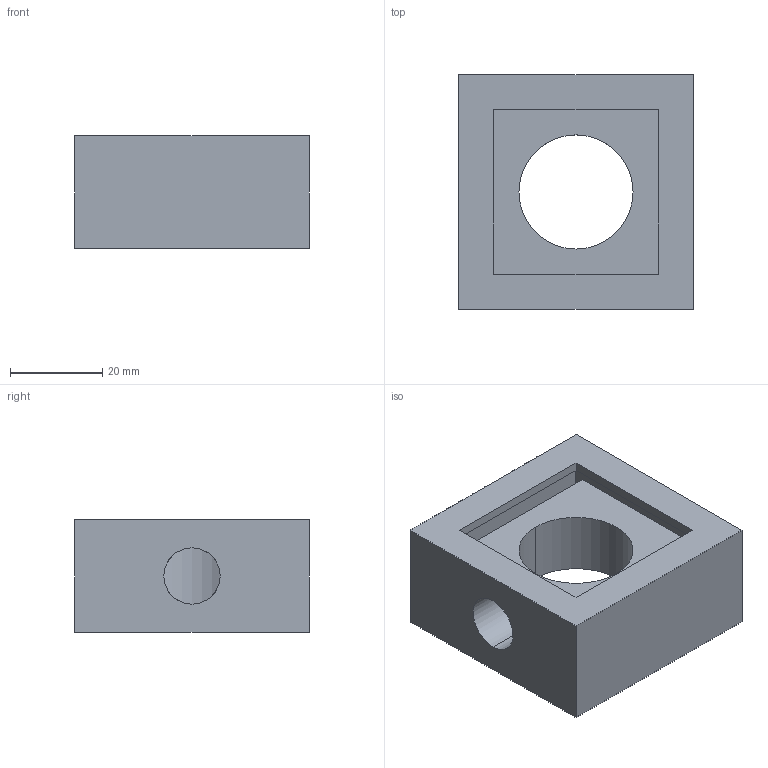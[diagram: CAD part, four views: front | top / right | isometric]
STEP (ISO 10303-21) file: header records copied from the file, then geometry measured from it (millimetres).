
FILE_DESCRIPTION (( 'STEP AP214' ), '1' );
FILE_NAME ('Norgren-4314-51.STEP', '2020-11-25T10:30:28', ( '' ), ( '' ), 'SwSTEP 2.0', 'SolidWorks 2020', '' );
FILE_SCHEMA (( 'AUTOMOTIVE_DESIGN' ));
Length unit declared in the file: millimetre
Products named in the file (2): 4314-51; Norgren-4314-51
Assembly tree (1 placements, depth 2):
  Norgren-4314-51
    4314-51
Bounding box: 50.8 x 50.8 x 24.25 mm (x, y, z)
Volume: 37195.5 mm3; surface area: 14966.6 mm2
Topology: 1 solids, 1 shells, 34 faces, 80 edges, 48 vertices
Faces by surface type: plane 30, cylinder 4
Entity records: 1484 total; most frequent: CARTESIAN_POINT 256, ORIENTED_EDGE 160, DIRECTION 160, EDGE_CURVE 80, LINE 72, VECTOR 72, VERTEX_POINT 48, AXIS2_PLACEMENT_3D 44
